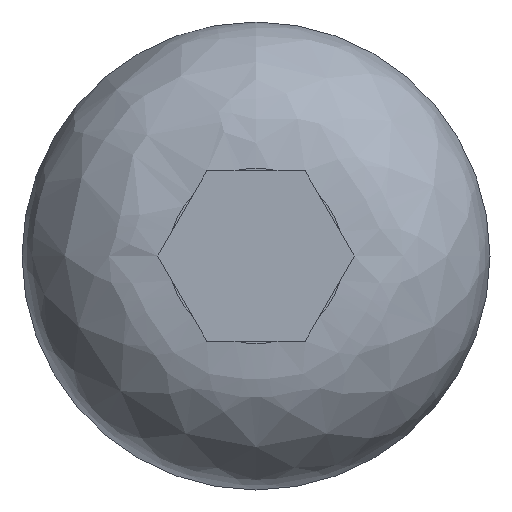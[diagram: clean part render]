
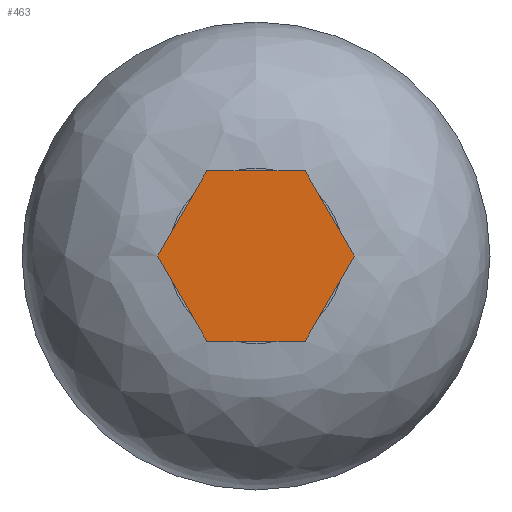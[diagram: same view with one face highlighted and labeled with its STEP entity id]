
A CAD part, front view. The second image highlights one B-rep face of the part: STEP entity #463.
In plain terms, the highlighted planar face has unit normal (0, -1, 0).
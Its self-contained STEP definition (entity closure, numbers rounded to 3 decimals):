
#57=LINE('',#651,#75);
#58=LINE('',#653,#76);
#59=LINE('',#655,#77);
#60=LINE('',#657,#78);
#61=LINE('',#659,#79);
#62=LINE('',#660,#80);
#75=VECTOR('',#553,10.);
#76=VECTOR('',#554,10.);
#77=VECTOR('',#555,10.);
#78=VECTOR('',#556,10.);
#79=VECTOR('',#557,10.);
#80=VECTOR('',#558,10.);
#96=PLANE('',#500);
#121=FACE_OUTER_BOUND('',#154,.T.);
#154=EDGE_LOOP('',(#324,#325,#326,#327,#328,#329));
#204=VERTEX_POINT('',#649);
#205=VERTEX_POINT('',#650);
#206=VERTEX_POINT('',#652);
#207=VERTEX_POINT('',#654);
#208=VERTEX_POINT('',#656);
#209=VERTEX_POINT('',#658);
#252=EDGE_CURVE('',#204,#205,#57,.T.);
#253=EDGE_CURVE('',#206,#204,#58,.T.);
#254=EDGE_CURVE('',#207,#206,#59,.T.);
#255=EDGE_CURVE('',#208,#207,#60,.T.);
#256=EDGE_CURVE('',#209,#208,#61,.T.);
#257=EDGE_CURVE('',#205,#209,#62,.T.);
#324=ORIENTED_EDGE('',*,*,#252,.F.);
#325=ORIENTED_EDGE('',*,*,#253,.F.);
#326=ORIENTED_EDGE('',*,*,#254,.F.);
#327=ORIENTED_EDGE('',*,*,#255,.F.);
#328=ORIENTED_EDGE('',*,*,#256,.F.);
#329=ORIENTED_EDGE('',*,*,#257,.F.);
#463=ADVANCED_FACE('',(#121),#96,.T.);
#500=AXIS2_PLACEMENT_3D('',#648,#551,#552);
#551=DIRECTION('center_axis',(0.,-1.,0.));
#552=DIRECTION('ref_axis',(0.,0.,-1.));
#553=DIRECTION('',(0.5,0.,-0.866));
#554=DIRECTION('',(1.,0.,0.));
#555=DIRECTION('',(0.5,0.,0.866));
#556=DIRECTION('',(-0.5,0.,0.866));
#557=DIRECTION('',(-1.,0.,0.));
#558=DIRECTION('',(-0.5,0.,-0.866));
#648=CARTESIAN_POINT('Origin',(0.,-0.5,0.));
#649=CARTESIAN_POINT('',(0.577,-0.5,1.));
#650=CARTESIAN_POINT('',(1.155,-0.5,0.));
#651=CARTESIAN_POINT('',(1.01,-0.5,0.25));
#652=CARTESIAN_POINT('',(-0.577,-0.5,1.));
#653=CARTESIAN_POINT('',(0.289,-0.5,1.));
#654=CARTESIAN_POINT('',(-1.155,-0.5,0.));
#655=CARTESIAN_POINT('',(-0.722,-0.5,0.75));
#656=CARTESIAN_POINT('',(-0.577,-0.5,-1.));
#657=CARTESIAN_POINT('',(-1.01,-0.5,-0.25));
#658=CARTESIAN_POINT('',(0.577,-0.5,-1.));
#659=CARTESIAN_POINT('',(-0.289,-0.5,-1.));
#660=CARTESIAN_POINT('',(0.722,-0.5,-0.75));
